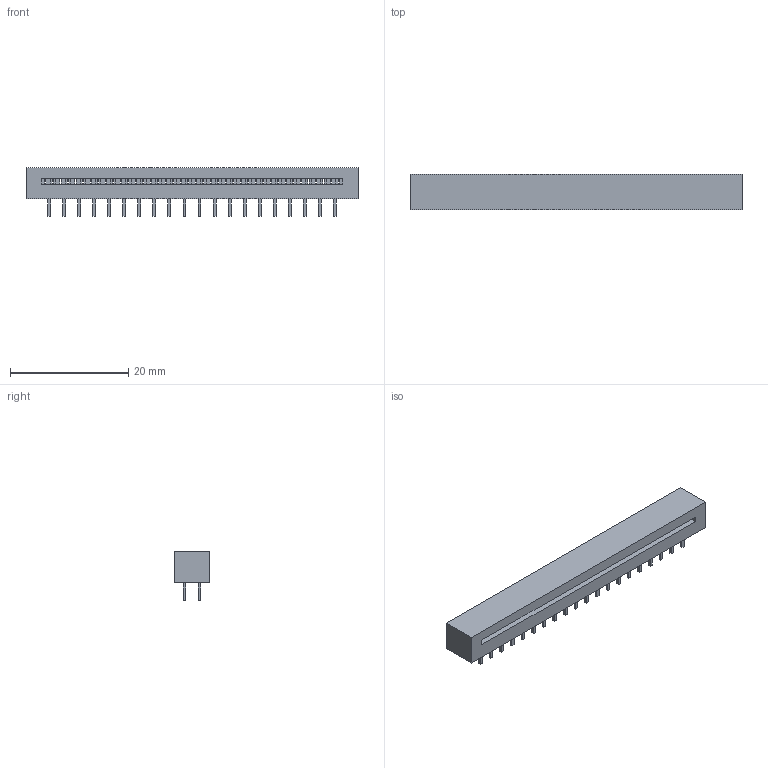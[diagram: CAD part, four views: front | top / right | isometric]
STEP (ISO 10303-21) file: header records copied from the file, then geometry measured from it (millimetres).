
FILE_DESCRIPTION(/* description */ (''),/* implementation_level */ '2;1');
FILE_NAME(/* name */ '100546286ugm000_a.stp',/* time_stamp */ '2022-04-26T11:59:20+02:00',/* author */ (''),/* organization */ (''),/* preprocessor_version */ 'ST-DEVELOPER v16.7',/* originating_system */ 'SIEMENS PLM Software NX 1911',/* authorisation */ '');
FILE_SCHEMA (('AUTOMOTIVE_DESIGN { 1 0 10303 214 3 1 1 1 }'));
Length unit declared in the file: millimetre
Products named in the file (1): 100546286ugm000_a
Bounding box: 56.1 x 6 x 8.15 mm (x, y, z)
Volume: 1515.4 mm3; surface area: 2259.2 mm2
Topology: 121 solids, 121 shells, 730 faces, 1464 edges, 977 vertices
Faces by surface type: plane 730
Entity records: 19167 total; most frequent: CARTESIAN_POINT 3172, ORIENTED_EDGE 2928, DIRECTION 2926, EDGE_CURVE 1464, LINE 1464, VECTOR 1464, VERTEX_POINT 976, EDGE_LOOP 732
